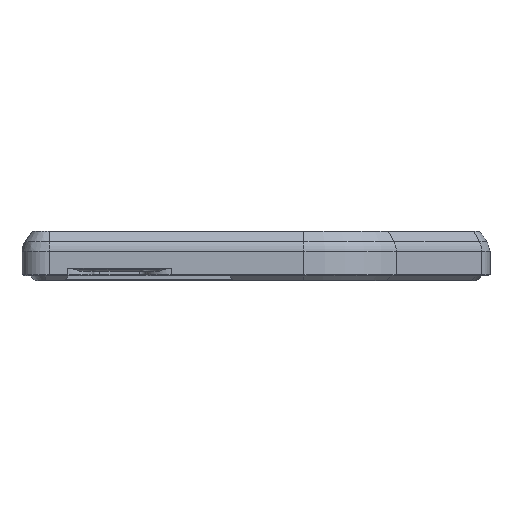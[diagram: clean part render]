
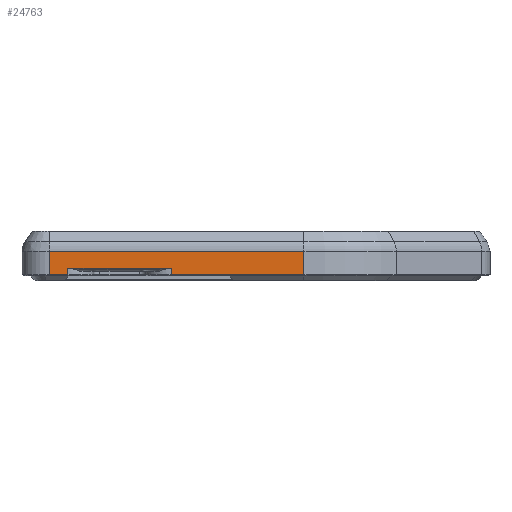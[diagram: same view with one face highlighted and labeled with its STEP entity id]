
A CAD part, left-side view. The second image highlights one B-rep face of the part: STEP entity #24763.
In plain terms, the highlighted planar face has unit normal (-1, 0, 0).
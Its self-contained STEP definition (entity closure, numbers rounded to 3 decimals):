
#173=PLANE('',#26137);
#1359=FACE_OUTER_BOUND('',#2680,.T.);
#2680=EDGE_LOOP('',(#17534,#17535,#17536,#17537,#17538,#17539,#17540,#17541));
#4116=LINE('',#34686,#7474);
#4124=LINE('',#34712,#7482);
#4145=LINE('',#34829,#7503);
#4155=LINE('',#34855,#7513);
#4157=LINE('',#34861,#7515);
#4170=LINE('',#34920,#7528);
#4171=LINE('',#34923,#7529);
#4172=LINE('',#34924,#7530);
#7474=VECTOR('',#27955,10.);
#7482=VECTOR('',#27973,10.);
#7503=VECTOR('',#28034,10.);
#7513=VECTOR('',#28054,10.);
#7515=VECTOR('',#28060,10.);
#7528=VECTOR('',#28095,10.);
#7529=VECTOR('',#28100,10.);
#7530=VECTOR('',#28101,10.);
#11176=VERTEX_POINT('',#34682);
#11177=VERTEX_POINT('',#34684);
#11185=VERTEX_POINT('',#34705);
#11187=VERTEX_POINT('',#34711);
#11207=VERTEX_POINT('',#34822);
#11209=VERTEX_POINT('',#34828);
#11219=VERTEX_POINT('',#34859);
#11228=VERTEX_POINT('',#34919);
#13649=EDGE_CURVE('',#11177,#11176,#4116,.T.);
#13660=EDGE_CURVE('',#11185,#11187,#4124,.T.);
#13693=EDGE_CURVE('',#11207,#11209,#4145,.T.);
#13706=EDGE_CURVE('',#11209,#11177,#4155,.T.);
#13709=EDGE_CURVE('',#11207,#11219,#4157,.T.);
#13726=EDGE_CURVE('',#11187,#11228,#4170,.T.);
#13728=EDGE_CURVE('',#11228,#11219,#4171,.T.);
#13729=EDGE_CURVE('',#11176,#11185,#4172,.T.);
#17534=ORIENTED_EDGE('',*,*,#13706,.F.);
#17535=ORIENTED_EDGE('',*,*,#13693,.F.);
#17536=ORIENTED_EDGE('',*,*,#13709,.T.);
#17537=ORIENTED_EDGE('',*,*,#13728,.F.);
#17538=ORIENTED_EDGE('',*,*,#13726,.F.);
#17539=ORIENTED_EDGE('',*,*,#13660,.F.);
#17540=ORIENTED_EDGE('',*,*,#13729,.F.);
#17541=ORIENTED_EDGE('',*,*,#13649,.F.);
#24763=ADVANCED_FACE('',(#1359),#173,.T.);
#26137=AXIS2_PLACEMENT_3D('',#34922,#28098,#28099);
#27955=DIRECTION('',(0.,1.,0.));
#27973=DIRECTION('',(0.,1.,0.));
#28034=DIRECTION('',(0.,1.,0.));
#28054=DIRECTION('',(0.,0.,1.));
#28060=DIRECTION('',(0.,0.,1.));
#28095=DIRECTION('',(0.,0.,1.));
#28098=DIRECTION('center_axis',(-1.,0.,0.));
#28099=DIRECTION('ref_axis',(0.,-1.,0.));
#28100=DIRECTION('',(0.,-1.,0.));
#28101=DIRECTION('',(0.,0.,-1.));
#34682=CARTESIAN_POINT('',(-6.,-8.373,8.166));
#34684=CARTESIAN_POINT('',(-6.,-38.373,8.166));
#34686=CARTESIAN_POINT('',(-6.,-9.436,8.166));
#34705=CARTESIAN_POINT('',(-6.,-8.373,6.4));
#34711=CARTESIAN_POINT('',(-6.,-3.,6.4));
#34712=CARTESIAN_POINT('',(-6.,-33.033,6.4));
#34822=CARTESIAN_POINT('',(-6.,-77.,6.4));
#34828=CARTESIAN_POINT('',(-6.,-38.373,6.4));
#34829=CARTESIAN_POINT('',(-6.,-33.033,6.4));
#34855=CARTESIAN_POINT('',(-6.,-38.373,3.883));
#34859=CARTESIAN_POINT('',(-6.,-77.,13.139));
#34861=CARTESIAN_POINT('',(-6.,-77.,0.));
#34919=CARTESIAN_POINT('',(-6.,-3.,13.139));
#34920=CARTESIAN_POINT('',(-6.,-3.,0.));
#34922=CARTESIAN_POINT('Origin',(-6.,-3.,0.));
#34923=CARTESIAN_POINT('',(-6.,-18.017,13.139));
#34924=CARTESIAN_POINT('',(-6.,-8.373,1.883));
